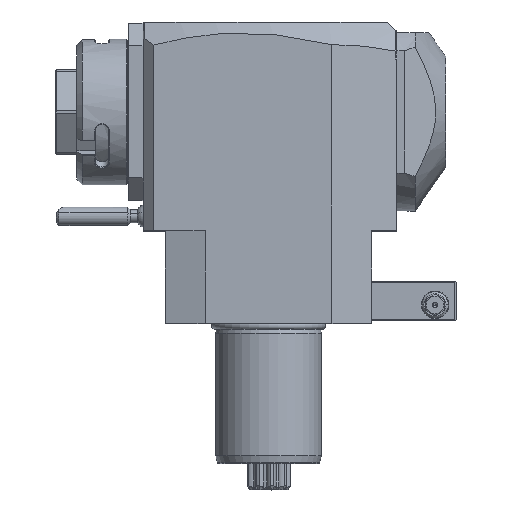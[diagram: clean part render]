
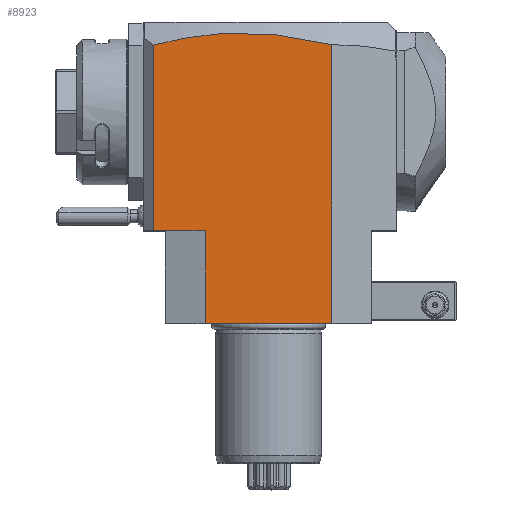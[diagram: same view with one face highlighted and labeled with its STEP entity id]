
A CAD part, top view. The second image highlights one B-rep face of the part: STEP entity #8923.
In plain terms, the highlighted planar face has unit normal (0, 0, 1).
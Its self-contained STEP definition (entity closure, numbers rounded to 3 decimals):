
#1=DIRECTION('',(-1.,0.,0.));
#2=VECTOR('',#1,48.);
#3=CARTESIAN_POINT('',(24.,0.,37.5));
#4=LINE('',#3,#2);
#43=DIRECTION('',(-1.,0.,0.));
#44=VECTOR('',#43,19.5);
#45=CARTESIAN_POINT('',(-24.,35.,37.5));
#46=LINE('',#45,#44);
#47=DIRECTION('',(0.,1.,0.));
#48=VECTOR('',#47,70.258);
#49=CARTESIAN_POINT('',(-43.5,35.,37.5));
#50=LINE('',#49,#48);
#51=CARTESIAN_POINT('',(24.,105.435,37.5));
#52=CARTESIAN_POINT('',(18.371,106.939,37.5));
#53=CARTESIAN_POINT('',(7.115,109.162,37.5));
#54=CARTESIAN_POINT('',(-9.762,110.233,37.5));
#55=CARTESIAN_POINT('',(-26.635,109.072,37.5));
#56=CARTESIAN_POINT('',(-37.879,106.791,37.5));
#57=CARTESIAN_POINT('',(-43.5,105.258,37.5));
#59=DIRECTION('',(0.,-1.,0.));
#60=VECTOR('',#59,105.435);
#61=CARTESIAN_POINT('',(24.,105.435,37.5));
#62=LINE('',#61,#60);
#5009=DIRECTION('',(0.,-1.,0.));
#5010=VECTOR('',#5009,35.);
#5011=CARTESIAN_POINT('',(-24.,35.,37.5));
#5012=LINE('',#5011,#5010);
#8280=VERTEX_POINT('',#51);
#8281=VERTEX_POINT('',#57);
#8607=CARTESIAN_POINT('',(-43.5,35.,37.5));
#8609=VERTEX_POINT('',#8607);
#8647=CARTESIAN_POINT('',(24.,0.,37.5));
#8648=CARTESIAN_POINT('',(-24.,0.,37.5));
#8649=VERTEX_POINT('',#8647);
#8650=VERTEX_POINT('',#8648);
#8865=CARTESIAN_POINT('',(-24.,35.,37.5));
#8866=VERTEX_POINT('',#8865);
#8905=CARTESIAN_POINT('',(-39.202,35.,37.5));
#8906=DIRECTION('',(0.,0.,1.));
#8907=DIRECTION('',(1.,0.,0.));
#8908=AXIS2_PLACEMENT_3D('',#8905,#8906,#8907);
#8909=PLANE('',#8908);
#8911=ORIENTED_EDGE('',*,*,#8910,.T.);
#8913=ORIENTED_EDGE('',*,*,#8912,.T.);
#8915=ORIENTED_EDGE('',*,*,#8914,.F.);
#8917=ORIENTED_EDGE('',*,*,#8916,.T.);
#8918=ORIENTED_EDGE('',*,*,#8874,.T.);
#8920=ORIENTED_EDGE('',*,*,#8919,.F.);
#8921=EDGE_LOOP('',(#8911,#8913,#8915,#8917,#8918,#8920));
#8922=FACE_OUTER_BOUND('',#8921,.F.);
#58=B_SPLINE_CURVE_WITH_KNOTS('',3,(#51,#52,#53,#54,#55,#56,#57),.UNSPECIFIED.,
.F.,.F.,(4,1,1,1,4),(0.,0.25,0.5,0.75,1.),.UNSPECIFIED.);
#8874=EDGE_CURVE('',#8649,#8650,#4,.T.);
#8910=EDGE_CURVE('',#8866,#8609,#46,.T.);
#8912=EDGE_CURVE('',#8609,#8281,#50,.T.);
#8914=EDGE_CURVE('',#8280,#8281,#58,.T.);
#8916=EDGE_CURVE('',#8280,#8649,#62,.T.);
#8919=EDGE_CURVE('',#8866,#8650,#5012,.T.);
#8923=ADVANCED_FACE('',(#8922),#8909,.T.);
